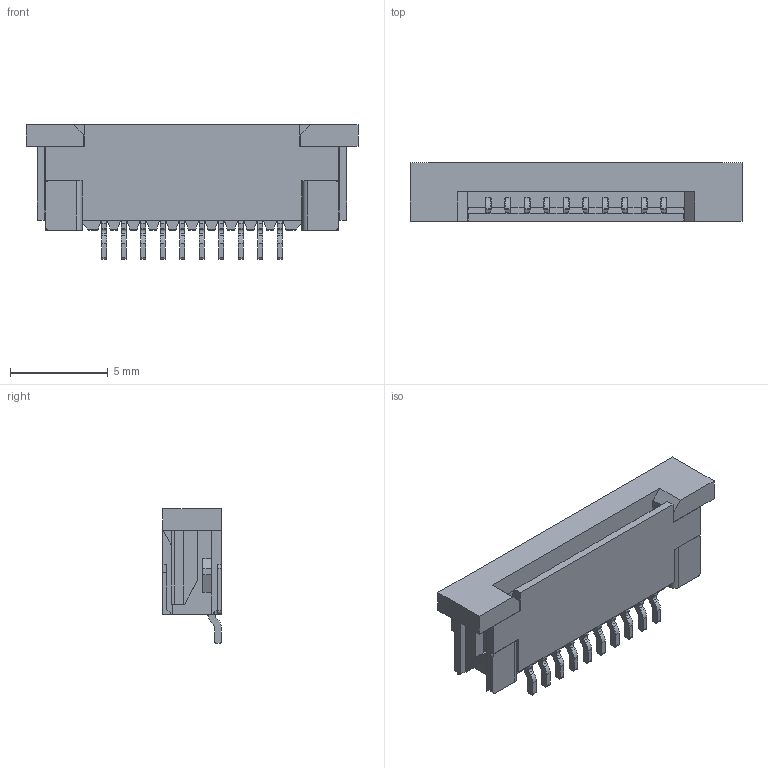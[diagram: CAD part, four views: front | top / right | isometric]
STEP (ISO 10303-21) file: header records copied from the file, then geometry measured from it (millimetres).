
FILE_DESCRIPTION( ( 'STEP AP214' ), '1' );
FILE_NAME( 'ZF1-10-01-T-WT-TR.stp', '2021-01-18T16:43:00', ( 'License CC BY-ND 4.0' ), ( 'CADENAS' ), ' ', 'PARTsolutions', ' ' );
FILE_SCHEMA( ( 'AUTOMOTIVE_DESIGN { 1 0 10303 214 1 1 1 1 }' ) );
Length unit declared in the file: inch
Products named in the file (6): ZF1-10-01-T-WT-TR; _ZF1-10-01-WT_housing; _ZF1-10-01-WT_wt; _ZF1-10-01-WT_contact; _ZF1-01_CS2; _ZF1-01_cs
Assembly tree (5 placements, depth 2):
  ZF1-10-01-T-WT-TR
    _ZF1-10-01-WT_housing
    _ZF1-10-01-WT_wt
    _ZF1-10-01-WT_contact
    _ZF1-01_CS2
    _ZF1-01_cs
Bounding box: 17.01 x 3.01 x 6.91 mm (x, y, z)
Volume: 169.7 mm3; surface area: 804.9 mm2
Topology: 5 solids, 5 shells, 972 faces, 2916 edges, 1900 vertices
Faces by surface type: plane 703, cylinder 269
Entity records: 40472 total; most frequent: ORIENTED_EDGE 5832, CARTESIAN_POINT 5794, DIRECTION 5446, EDGE_CURVE 2916, LINE 2342, VECTOR 2342, VERTEX_POINT 1900, AXIS2_PLACEMENT_3D 1552
